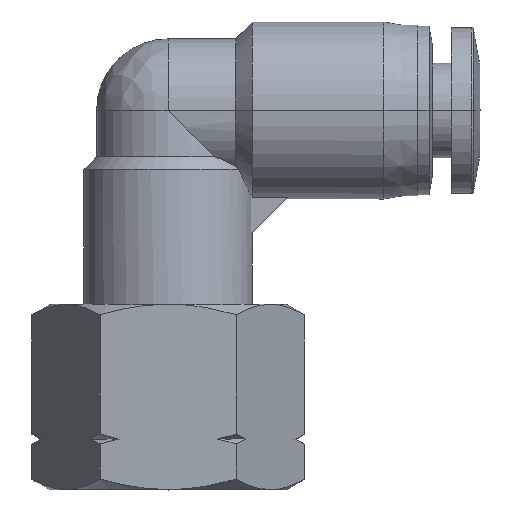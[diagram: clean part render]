
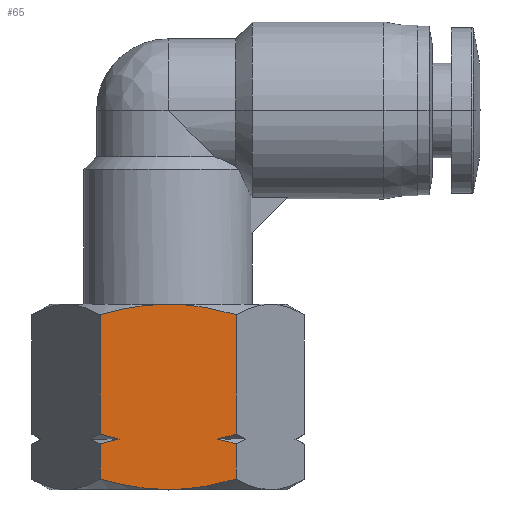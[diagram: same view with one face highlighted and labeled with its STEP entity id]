
A CAD part, top view. The second image highlights one B-rep face of the part: STEP entity #65.
In plain terms, the highlighted planar face has unit normal (0, 0, 1).
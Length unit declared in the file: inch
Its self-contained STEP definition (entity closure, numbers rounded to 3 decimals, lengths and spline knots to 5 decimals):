
#29 = VERTEX_POINT ( 'NONE', #2426 ) ;
#65 = ADVANCED_FACE ( 'NONE', ( #2355 ), #2573, .T. ) ;
#78 = VERTEX_POINT ( 'NONE', #3886 ) ;
#89 = CARTESIAN_POINT ( 'NONE',  ( 0.15911, 0., 0.27559 ) ) ;
#95 = EDGE_CURVE ( 'NONE', #3900, #3814, #966, .T. ) ;
#104 = ORIENTED_EDGE ( 'NONE', *, *, #2838, .F. ) ;
#157 = CARTESIAN_POINT ( 'NONE',  ( 0., -0.43307, 0.27559 ) ) ;
#159 = DIRECTION ( 'NONE',  ( 0., 1., 0. ) ) ;
#168 = CARTESIAN_POINT ( 'NONE',  ( 0.05394, -0.00235, 0.27559 ) ) ;
#171 = EDGE_CURVE ( 'NONE', #2757, #253, #1724, .T. ) ;
#225 = EDGE_CURVE ( 'NONE', #29, #3444, #1430, .T. ) ;
#253 = VERTEX_POINT ( 'NONE', #1264 ) ;
#449 = ORIENTED_EDGE ( 'NONE', *, *, #171, .F. ) ;
#456 = ORIENTED_EDGE ( 'NONE', *, *, #1884, .F. ) ;
#492 = VERTEX_POINT ( 'NONE', #534 ) ;
#503 = CARTESIAN_POINT ( 'NONE',  ( 0., 0., 0.27559 ) ) ;
#534 = CARTESIAN_POINT ( 'NONE',  ( 0.15911, -0.02461, 0.27559 ) ) ;
#552 = CARTESIAN_POINT ( 'NONE',  ( 0.02715, -0.43307, 0.27559 ) ) ;
#648 = B_SPLINE_CURVE_WITH_KNOTS ( 'NONE', 3,
 ( #1889, #2208, #3136, #1254 ),
 .UNSPECIFIED., .F., .F.,
 ( 4, 4 ),
 ( 0., 0.00116 ),
 .UNSPECIFIED. ) ;
#823 = CARTESIAN_POINT ( 'NONE',  ( 0.10692, -0.42215, 0.27559 ) ) ;
#874 = EDGE_LOOP ( 'NONE', ( #456, #1869, #1661, #3004, #449, #104, #3165, #1492, #3228, #2153, #962, #2553 ) ) ;
#943 = CARTESIAN_POINT ( 'NONE',  ( 0.05394, -0.43072, 0.27559 ) ) ;
#962 = ORIENTED_EDGE ( 'NONE', *, *, #2718, .T. ) ;
#966 = B_SPLINE_CURVE_WITH_KNOTS ( 'NONE', 3,
 ( #3198, #1236, #823, #943, #552, #1028 ),
 .UNSPECIFIED., .F., .F.,
 ( 4, 2, 4 ),
 ( 0., 0.00204, 0.00409 ),
 .UNSPECIFIED. ) ;
#1012 = EDGE_CURVE ( 'NONE', #78, #492, #1937, .T. ) ;
#1028 = CARTESIAN_POINT ( 'NONE',  ( 0., -0.43307, 0.27559 ) ) ;
#1096 = DIRECTION ( 'NONE',  ( 0., 1., 0. ) ) ;
#1233 = VERTEX_POINT ( 'NONE', #2561 ) ;
#1236 = CARTESIAN_POINT ( 'NONE',  ( 0.13312, -0.41596, 0.27559 ) ) ;
#1254 = CARTESIAN_POINT ( 'NONE',  ( 0.11479, -0.31496, 0.27559 ) ) ;
#1264 = CARTESIAN_POINT ( 'NONE',  ( -0.15911, -0.02461, 0.27559 ) ) ;
#1341 = CARTESIAN_POINT ( 'NONE',  ( 0.15911, -0.32633, 0.27559 ) ) ;
#1399 = CARTESIAN_POINT ( 'NONE',  ( -0.11479, -0.31496, 0.27559 ) ) ;
#1410 = EDGE_CURVE ( 'NONE', #492, #2394, #3496, .T. ) ;
#1430 = B_SPLINE_CURVE_WITH_KNOTS ( 'NONE', 3,
 ( #1811, #1859, #1532, #1341 ),
 .UNSPECIFIED., .F., .F.,
 ( 4, 4 ),
 ( 0., 0.00116 ),
 .UNSPECIFIED. ) ;
#1471 = B_SPLINE_CURVE_WITH_KNOTS ( 'NONE', 3,
 ( #3150, #2211, #3789, #1922, #4091, #2231 ),
 .UNSPECIFIED., .F., .F.,
 ( 4, 2, 4 ),
 ( 0., 0.00204, 0.00409 ),
 .UNSPECIFIED. ) ;
#1492 = ORIENTED_EDGE ( 'NONE', *, *, #1751, .F. ) ;
#1532 = CARTESIAN_POINT ( 'NONE',  ( 0.14445, -0.32209, 0.27559 ) ) ;
#1561 = CARTESIAN_POINT ( 'NONE',  ( -0.12968, -0.31827, 0.27559 ) ) ;
#1622 = VECTOR ( 'NONE', #1956, 39.37008 ) ;
#1661 = ORIENTED_EDGE ( 'NONE', *, *, #1410, .T. ) ;
#1724 = LINE ( 'NONE', #1965, #1622 ) ;
#1751 = EDGE_CURVE ( 'NONE', #3113, #1233, #2026, .T. ) ;
#1753 = CARTESIAN_POINT ( 'NONE',  ( -0.15911, -0.3036, 0.27559 ) ) ;
#1811 = CARTESIAN_POINT ( 'NONE',  ( 0.11479, -0.31496, 0.27559 ) ) ;
#1822 = CARTESIAN_POINT ( 'NONE',  ( -0.10692, -0.42215, 0.27559 ) ) ;
#1823 = CARTESIAN_POINT ( 'NONE',  ( 0.15911, -0.02461, 0.27559 ) ) ;
#1859 = CARTESIAN_POINT ( 'NONE',  ( 0.12968, -0.31827, 0.27559 ) ) ;
#1869 = ORIENTED_EDGE ( 'NONE', *, *, #1012, .T. ) ;
#1877 = CARTESIAN_POINT ( 'NONE',  ( -0.14445, -0.32209, 0.27559 ) ) ;
#1884 = EDGE_CURVE ( 'NONE', #78, #29, #648, .T. ) ;
#1889 = CARTESIAN_POINT ( 'NONE',  ( 0.15911, -0.3036, 0.27559 ) ) ;
#1922 = CARTESIAN_POINT ( 'NONE',  ( -0.10692, -0.01092, 0.27559 ) ) ;
#1935 = AXIS2_PLACEMENT_3D ( 'NONE', #3411, #3447, #3463 ) ;
#1937 = LINE ( 'NONE', #3115, #2851 ) ;
#1956 = DIRECTION ( 'NONE',  ( 0., 1., 0. ) ) ;
#1965 = CARTESIAN_POINT ( 'NONE',  ( -0.15911, 0., 0.27559 ) ) ;
#2026 = LINE ( 'NONE', #2131, #2744 ) ;
#2131 = CARTESIAN_POINT ( 'NONE',  ( -0.15911, 0., 0.27559 ) ) ;
#2139 = CARTESIAN_POINT ( 'NONE',  ( -0.15911, -0.40846, 0.27559 ) ) ;
#2140 = CARTESIAN_POINT ( 'NONE',  ( 0.10692, -0.01092, 0.27559 ) ) ;
#2153 = ORIENTED_EDGE ( 'NONE', *, *, #95, .F. ) ;
#2208 = CARTESIAN_POINT ( 'NONE',  ( 0.14445, -0.30783, 0.27559 ) ) ;
#2211 = CARTESIAN_POINT ( 'NONE',  ( -0.02715, 0., 0.27559 ) ) ;
#2231 = CARTESIAN_POINT ( 'NONE',  ( -0.15911, -0.02461, 0.27559 ) ) ;
#2351 = LINE ( 'NONE', #89, #3170 ) ;
#2355 = FACE_OUTER_BOUND ( 'NONE', #874, .T. ) ;
#2394 = VERTEX_POINT ( 'NONE', #3351 ) ;
#2426 = CARTESIAN_POINT ( 'NONE',  ( 0.11479, -0.31496, 0.27559 ) ) ;
#2468 = CARTESIAN_POINT ( 'NONE',  ( 0.02715, 0., 0.27559 ) ) ;
#2534 = CARTESIAN_POINT ( 'NONE',  ( -0.15911, -0.40846, 0.27559 ) ) ;
#2553 = ORIENTED_EDGE ( 'NONE', *, *, #225, .F. ) ;
#2561 = CARTESIAN_POINT ( 'NONE',  ( -0.15911, -0.32633, 0.27559 ) ) ;
#2573 = PLANE ( 'NONE',  #1935 ) ;
#2660 = CARTESIAN_POINT ( 'NONE',  ( -0.12968, -0.31165, 0.27559 ) ) ;
#2718 = EDGE_CURVE ( 'NONE', #3900, #3444, #2351, .T. ) ;
#2726 = CARTESIAN_POINT ( 'NONE',  ( -0.02715, -0.43307, 0.27559 ) ) ;
#2741 = CARTESIAN_POINT ( 'NONE',  ( 0.13312, -0.01711, 0.27559 ) ) ;
#2744 = VECTOR ( 'NONE', #159, 39.37008 ) ;
#2757 = VERTEX_POINT ( 'NONE', #3653 ) ;
#2823 = DIRECTION ( 'NONE',  ( 0., 1., 0. ) ) ;
#2838 = EDGE_CURVE ( 'NONE', #3675, #2757, #4109, .T. ) ;
#2851 = VECTOR ( 'NONE', #2823, 39.37008 ) ;
#2985 = EDGE_CURVE ( 'NONE', #3814, #3113, #3827, .T. ) ;
#3004 = ORIENTED_EDGE ( 'NONE', *, *, #3568, .T. ) ;
#3087 = CARTESIAN_POINT ( 'NONE',  ( 0.15911, -0.32633, 0.27559 ) ) ;
#3113 = VERTEX_POINT ( 'NONE', #2534 ) ;
#3115 = CARTESIAN_POINT ( 'NONE',  ( 0.15911, 0., 0.27559 ) ) ;
#3136 = CARTESIAN_POINT ( 'NONE',  ( 0.12968, -0.31165, 0.27559 ) ) ;
#3150 = CARTESIAN_POINT ( 'NONE',  ( 0., 0., 0.27559 ) ) ;
#3165 = ORIENTED_EDGE ( 'NONE', *, *, #4059, .T. ) ;
#3170 = VECTOR ( 'NONE', #1096, 39.37008 ) ;
#3198 = CARTESIAN_POINT ( 'NONE',  ( 0.15911, -0.40846, 0.27559 ) ) ;
#3228 = ORIENTED_EDGE ( 'NONE', *, *, #2985, .F. ) ;
#3289 = CARTESIAN_POINT ( 'NONE',  ( 0., -0.43307, 0.27559 ) ) ;
#3351 = CARTESIAN_POINT ( 'NONE',  ( 0., 0., 0.27559 ) ) ;
#3353 = CARTESIAN_POINT ( 'NONE',  ( 0.15911, -0.40846, 0.27559 ) ) ;
#3411 = CARTESIAN_POINT ( 'NONE',  ( 0., 0., 0.27559 ) ) ;
#3428 = CARTESIAN_POINT ( 'NONE',  ( -0.11479, -0.31496, 0.27559 ) ) ;
#3444 = VERTEX_POINT ( 'NONE', #3087 ) ;
#3447 = DIRECTION ( 'NONE',  ( 0., 0., 1. ) ) ;
#3463 = DIRECTION ( 'NONE',  ( 1., 0., 0. ) ) ;
#3496 = B_SPLINE_CURVE_WITH_KNOTS ( 'NONE', 3,
 ( #1823, #2741, #2140, #168, #2468, #503 ),
 .UNSPECIFIED., .F., .F.,
 ( 4, 2, 4 ),
 ( 0., 0.00204, 0.00409 ),
 .UNSPECIFIED. ) ;
#3568 = EDGE_CURVE ( 'NONE', #2394, #253, #1471, .T. ) ;
#3615 = CARTESIAN_POINT ( 'NONE',  ( -0.14445, -0.30783, 0.27559 ) ) ;
#3653 = CARTESIAN_POINT ( 'NONE',  ( -0.15911, -0.3036, 0.27559 ) ) ;
#3675 = VERTEX_POINT ( 'NONE', #3876 ) ;
#3695 = CARTESIAN_POINT ( 'NONE',  ( -0.05394, -0.43072, 0.27559 ) ) ;
#3789 = CARTESIAN_POINT ( 'NONE',  ( -0.05394, -0.00235, 0.27559 ) ) ;
#3814 = VERTEX_POINT ( 'NONE', #3289 ) ;
#3827 = B_SPLINE_CURVE_WITH_KNOTS ( 'NONE', 3,
 ( #157, #2726, #3695, #1822, #3995, #2139 ),
 .UNSPECIFIED., .F., .F.,
 ( 4, 2, 4 ),
 ( 0., 0.00204, 0.00409 ),
 .UNSPECIFIED. ) ;
#3876 = CARTESIAN_POINT ( 'NONE',  ( -0.11479, -0.31496, 0.27559 ) ) ;
#3886 = CARTESIAN_POINT ( 'NONE',  ( 0.15911, -0.3036, 0.27559 ) ) ;
#3897 = B_SPLINE_CURVE_WITH_KNOTS ( 'NONE', 3,
 ( #3428, #1561, #1877, #4051 ),
 .UNSPECIFIED., .F., .F.,
 ( 4, 4 ),
 ( 0., 0.00116 ),
 .UNSPECIFIED. ) ;
#3900 = VERTEX_POINT ( 'NONE', #3353 ) ;
#3995 = CARTESIAN_POINT ( 'NONE',  ( -0.13312, -0.41596, 0.27559 ) ) ;
#4051 = CARTESIAN_POINT ( 'NONE',  ( -0.15911, -0.32633, 0.27559 ) ) ;
#4059 = EDGE_CURVE ( 'NONE', #3675, #1233, #3897, .T. ) ;
#4091 = CARTESIAN_POINT ( 'NONE',  ( -0.13312, -0.01711, 0.27559 ) ) ;
#4109 = B_SPLINE_CURVE_WITH_KNOTS ( 'NONE', 3,
 ( #1399, #2660, #3615, #1753 ),
 .UNSPECIFIED., .F., .F.,
 ( 4, 4 ),
 ( 0., 0.00116 ),
 .UNSPECIFIED. ) ;
